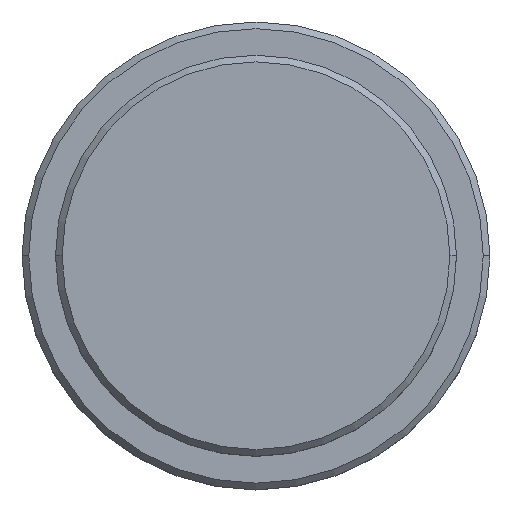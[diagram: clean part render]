
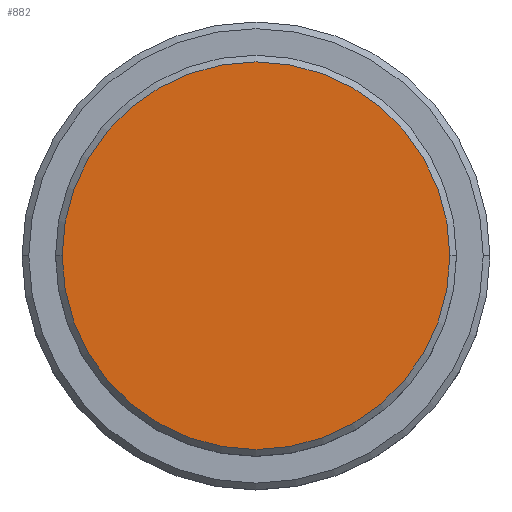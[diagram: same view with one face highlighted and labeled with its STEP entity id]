
A CAD part, top view. The second image highlights one B-rep face of the part: STEP entity #882.
In plain terms, the highlighted planar face has unit normal (0, 0, 1).
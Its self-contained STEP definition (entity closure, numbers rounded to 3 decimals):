
#5 = CIRCLE ( 'NONE', #798, 14.5 ) ;
#89 = DIRECTION ( 'NONE',  ( 1., 0., 0. ) ) ;
#119 = AXIS2_PLACEMENT_3D ( 'NONE', #724, #625, #89 ) ;
#178 = EDGE_LOOP ( 'NONE', ( #246, #962 ) ) ;
#190 = CIRCLE ( 'NONE', #988, 14.5 ) ;
#215 = DIRECTION ( 'NONE',  ( 1., 0., 0. ) ) ;
#246 = ORIENTED_EDGE ( 'NONE', *, *, #1326, .T. ) ;
#281 = PLANE ( 'NONE',  #119 ) ;
#285 = DIRECTION ( 'NONE',  ( 1., 0., 0. ) ) ;
#525 = CARTESIAN_POINT ( 'NONE',  ( 14.5, 0., 0. ) ) ;
#608 = CARTESIAN_POINT ( 'NONE',  ( -14.5, 0., 0. ) ) ;
#625 = DIRECTION ( 'NONE',  ( 0., 0., 1. ) ) ;
#724 = CARTESIAN_POINT ( 'NONE',  ( 0., 0., 0. ) ) ;
#798 = AXIS2_PLACEMENT_3D ( 'NONE', #844, #943, #285 ) ;
#844 = CARTESIAN_POINT ( 'NONE',  ( 0., 0., 0. ) ) ;
#857 = DIRECTION ( 'NONE',  ( 0., 0., 1. ) ) ;
#882 = ADVANCED_FACE ( 'NONE', ( #1385 ), #281, .T. ) ;
#883 = VERTEX_POINT ( 'NONE', #608 ) ;
#943 = DIRECTION ( 'NONE',  ( 0., 0., 1. ) ) ;
#962 = ORIENTED_EDGE ( 'NONE', *, *, #1319, .T. ) ;
#970 = CARTESIAN_POINT ( 'NONE',  ( 0., 0., 0. ) ) ;
#988 = AXIS2_PLACEMENT_3D ( 'NONE', #970, #857, #215 ) ;
#1255 = VERTEX_POINT ( 'NONE', #525 ) ;
#1319 = EDGE_CURVE ( 'NONE', #1255, #883, #5, .T. ) ;
#1326 = EDGE_CURVE ( 'NONE', #883, #1255, #190, .T. ) ;
#1385 = FACE_OUTER_BOUND ( 'NONE', #178, .T. ) ;
